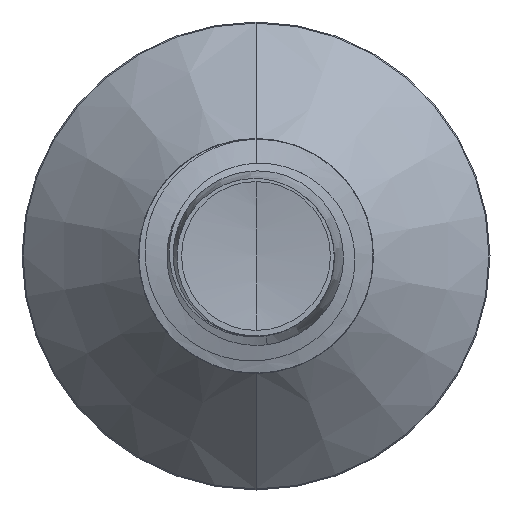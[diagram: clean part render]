
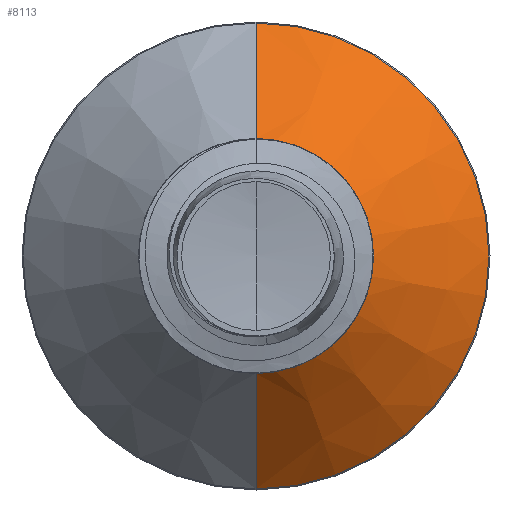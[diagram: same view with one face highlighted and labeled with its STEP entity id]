
A CAD part, front view. The second image highlights one B-rep face of the part: STEP entity #8113.
In plain terms, the highlighted conical face has half-angle 45 degrees and reference radius 1.256 mm.
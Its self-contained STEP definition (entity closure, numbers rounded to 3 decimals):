
#13 = VERTEX_POINT ( 'NONE', #11136 ) ;
#898 = CIRCLE ( 'NONE', #942, 2.489 ) ;
#942 = AXIS2_PLACEMENT_3D ( 'NONE', #18103, #8831, #19617 ) ;
#982 = CARTESIAN_POINT ( 'NONE',  ( 0., 6.206, 0. ) ) ;
#1857 = EDGE_CURVE ( 'NONE', #9480, #8972, #11731, .T. ) ;
#2270 = EDGE_CURVE ( 'NONE', #8972, #9580, #898, .T. ) ;
#2517 = CARTESIAN_POINT ( 'NONE',  ( 0., 6.206, 1.256 ) ) ;
#4127 = DIRECTION ( 'NONE',  ( 0., 0., 1. ) ) ;
#4242 = DIRECTION ( 'NONE',  ( 0., 0.707, -0.707 ) ) ;
#5019 = EDGE_CURVE ( 'NONE', #13, #9580, #17263, .T. ) ;
#5289 = VECTOR ( 'NONE', #4242, 1000. ) ;
#5667 = CARTESIAN_POINT ( 'NONE',  ( 0., 7.439, -2.489 ) ) ;
#6931 = ORIENTED_EDGE ( 'NONE', *, *, #1857, .F. ) ;
#8113 = ADVANCED_FACE ( 'NONE', ( #15117 ), #14643, .T. ) ;
#8216 = DIRECTION ( 'NONE',  ( 0., 1., 0. ) ) ;
#8831 = DIRECTION ( 'NONE',  ( 0., 1., 0. ) ) ;
#8972 = VERTEX_POINT ( 'NONE', #19313 ) ;
#9480 = VERTEX_POINT ( 'NONE', #2517 ) ;
#9580 = VERTEX_POINT ( 'NONE', #5667 ) ;
#11136 = CARTESIAN_POINT ( 'NONE',  ( 0., 6.206, -1.256 ) ) ;
#11359 = VECTOR ( 'NONE', #17933, 1000. ) ;
#11731 = LINE ( 'NONE', #13364, #11359 ) ;
#12118 = DIRECTION ( 'NONE',  ( 0., 1., 0. ) ) ;
#13023 = EDGE_LOOP ( 'NONE', ( #18939, #16868, #15299, #6931 ) ) ;
#13364 = CARTESIAN_POINT ( 'NONE',  ( 0., 6.206, 1.256 ) ) ;
#14643 = CONICAL_SURFACE ( 'NONE', #18628, 1.256, 0.785 ) ;
#15117 = FACE_OUTER_BOUND ( 'NONE', #13023, .T. ) ;
#15299 = ORIENTED_EDGE ( 'NONE', *, *, #2270, .F. ) ;
#15355 = AXIS2_PLACEMENT_3D ( 'NONE', #17522, #8216, #19032 ) ;
#16745 = CARTESIAN_POINT ( 'NONE',  ( 0., 6.206, -1.256 ) ) ;
#16868 = ORIENTED_EDGE ( 'NONE', *, *, #5019, .T. ) ;
#16952 = EDGE_CURVE ( 'NONE', #9480, #13, #18427, .T. ) ;
#17263 = LINE ( 'NONE', #16745, #5289 ) ;
#17522 = CARTESIAN_POINT ( 'NONE',  ( 0., 6.206, 0. ) ) ;
#17933 = DIRECTION ( 'NONE',  ( 0., 0.707, 0.707 ) ) ;
#18103 = CARTESIAN_POINT ( 'NONE',  ( 0., 7.439, 0. ) ) ;
#18427 = CIRCLE ( 'NONE', #15355, 1.256 ) ;
#18628 = AXIS2_PLACEMENT_3D ( 'NONE', #982, #12118, #4127 ) ;
#18939 = ORIENTED_EDGE ( 'NONE', *, *, #16952, .T. ) ;
#19032 = DIRECTION ( 'NONE',  ( 0., 0., 1. ) ) ;
#19313 = CARTESIAN_POINT ( 'NONE',  ( 0., 7.439, 2.489 ) ) ;
#19617 = DIRECTION ( 'NONE',  ( 0., 0., 1. ) ) ;
